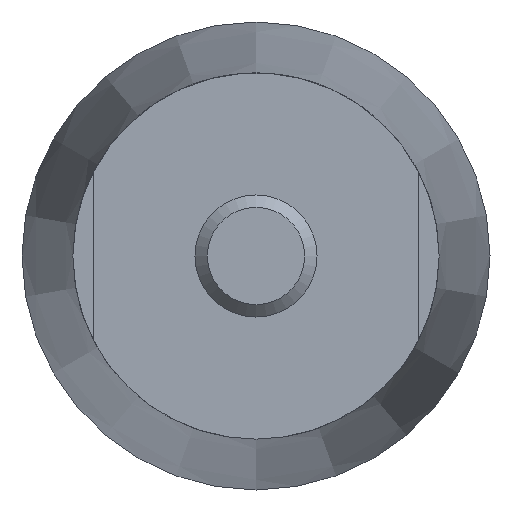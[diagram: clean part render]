
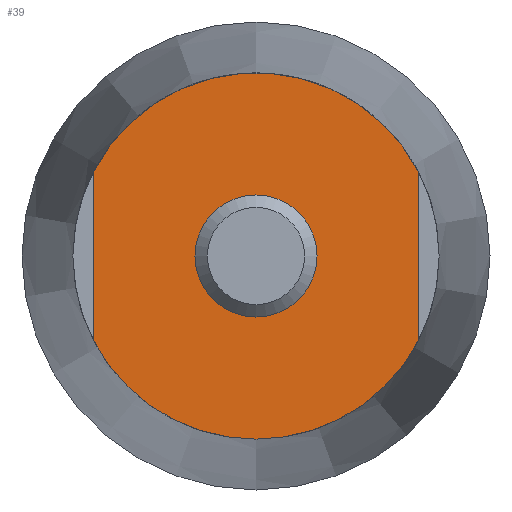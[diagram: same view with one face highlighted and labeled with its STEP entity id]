
A CAD part, left-side view. The second image highlights one B-rep face of the part: STEP entity #39.
In plain terms, the highlighted planar face has unit normal (-1, 0, 0).
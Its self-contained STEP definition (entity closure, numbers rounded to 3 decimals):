
#39 = ADVANCED_FACE( '', ( #84, #85 ), #86, .F. );
#84 = FACE_OUTER_BOUND( '', #172, .T. );
#85 = FACE_BOUND( '', #173, .T. );
#86 = PLANE( '', #174 );
#172 = EDGE_LOOP( '', ( #219, #220, #221, #222 ) );
#173 = EDGE_LOOP( '', ( #223 ) );
#174 = AXIS2_PLACEMENT_3D( '', #224, #225, #226 );
#219 = ORIENTED_EDGE( '', *, *, #307, .F. );
#220 = ORIENTED_EDGE( '', *, *, #308, .F. );
#221 = ORIENTED_EDGE( '', *, *, #309, .F. );
#222 = ORIENTED_EDGE( '', *, *, #310, .F. );
#223 = ORIENTED_EDGE( '', *, *, #311, .T. );
#224 = CARTESIAN_POINT( '', ( 0., 3., 0. ) );
#225 = DIRECTION( '', ( 1., 0., 0. ) );
#226 = DIRECTION( '', ( 0., 0., -1. ) );
#307 = EDGE_CURVE( '', #340, #341, #342, .T. );
#308 = EDGE_CURVE( '', #343, #340, #344, .T. );
#309 = EDGE_CURVE( '', #345, #343, #346, .T. );
#310 = EDGE_CURVE( '', #341, #345, #347, .T. );
#311 = EDGE_CURVE( '', #348, #348, #349, .T. );
#340 = VERTEX_POINT( '', #387 );
#341 = VERTEX_POINT( '', #388 );
#342 = LINE( '', #389, #390 );
#343 = VERTEX_POINT( '', #391 );
#344 = CIRCLE( '', #392, 9. );
#345 = VERTEX_POINT( '', #393 );
#346 = LINE( '', #394, #395 );
#347 = CIRCLE( '', #396, 9. );
#348 = VERTEX_POINT( '', #397 );
#349 = CIRCLE( '', #398, 3. );
#387 = CARTESIAN_POINT( '', ( 0., 8., -4.123 ) );
#388 = CARTESIAN_POINT( '', ( 0., 8., 4.123 ) );
#389 = CARTESIAN_POINT( '', ( 0., 8., 0. ) );
#390 = VECTOR( '', #441, 1000. );
#391 = CARTESIAN_POINT( '', ( 0., -8., -4.123 ) );
#392 = AXIS2_PLACEMENT_3D( '', #442, #443, #444 );
#393 = CARTESIAN_POINT( '', ( 0., -8., 4.123 ) );
#394 = CARTESIAN_POINT( '', ( 0., -8., 0. ) );
#395 = VECTOR( '', #445, 1000. );
#396 = AXIS2_PLACEMENT_3D( '', #446, #447, #448 );
#397 = CARTESIAN_POINT( '', ( 0., 0., -3. ) );
#398 = AXIS2_PLACEMENT_3D( '', #449, #450, #451 );
#441 = DIRECTION( '', ( 0., 0., 1. ) );
#442 = CARTESIAN_POINT( '', ( 0., 0., 0. ) );
#443 = DIRECTION( '', ( 1., 0., 0. ) );
#444 = DIRECTION( '', ( 0., 0., -1. ) );
#445 = DIRECTION( '', ( 0., 0., -1. ) );
#446 = CARTESIAN_POINT( '', ( 0., 0., 0. ) );
#447 = DIRECTION( '', ( 1., 0., 0. ) );
#448 = DIRECTION( '', ( 0., 0., -1. ) );
#449 = CARTESIAN_POINT( '', ( 0., 0., 0. ) );
#450 = DIRECTION( '', ( 1., 0., 0. ) );
#451 = DIRECTION( '', ( 0., 0., -1. ) );
